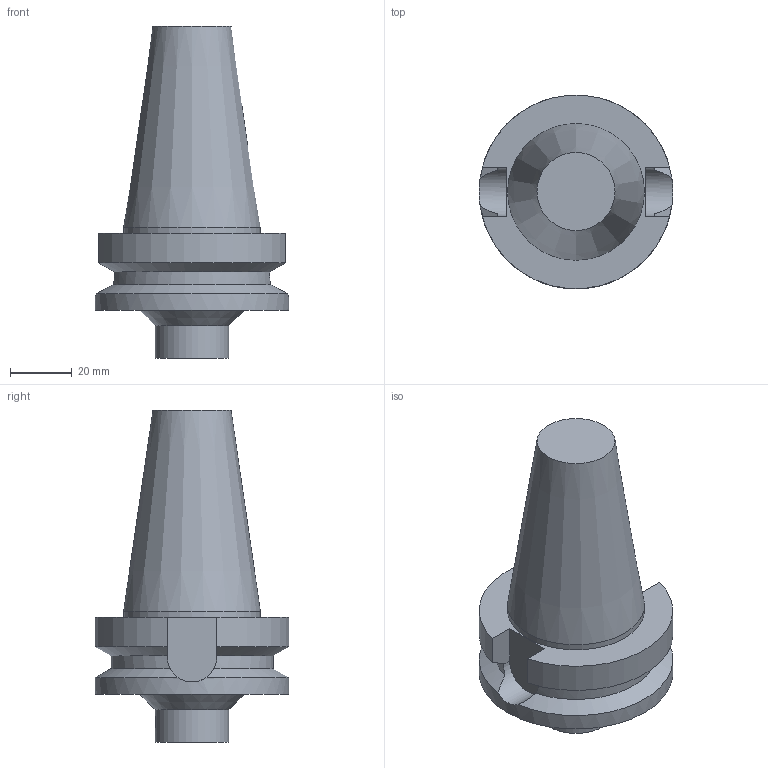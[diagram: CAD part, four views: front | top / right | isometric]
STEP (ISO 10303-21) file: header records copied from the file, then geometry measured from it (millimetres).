
FILE_DESCRIPTION((''),'1');
FILE_NAME('BT40-CKB2-43.stp','2022-09-09T07:13:11',(''),(''),'Spatial Interop R21 SP3','Kubotek KeyCreator 2011 V10.0.2 (22737)',' ');
FILE_SCHEMA(('automotive_design'));
Length unit declared in the file: millimetre
Products named in the file (1): 240[2]
Bounding box: 63 x 63 x 107.9 mm (x, y, z)
Volume: 139731.8 mm3; surface area: 20478.2 mm2
Topology: 1 solids, 1 shells, 29 faces, 71 edges, 47 vertices
Faces by surface type: plane 12, cylinder 11, cone 6
Full cylindrical faces by diameter (mm): 5.2 x1, 14 x1, 24 x1, 44.45 x1, 63 x1
Entity records: 1678 total; most frequent: CARTESIAN_POINT 380, DIRECTION 126, PRESENTATION_STYLE_ASSIGNMENT 120, COLOUR_RGB 120, ORIENTED_EDGE 120, STYLED_ITEM 90, CURVE_STYLE 90, DRAUGHTING_PRE_DEFINED_CURVE_FONT 90
